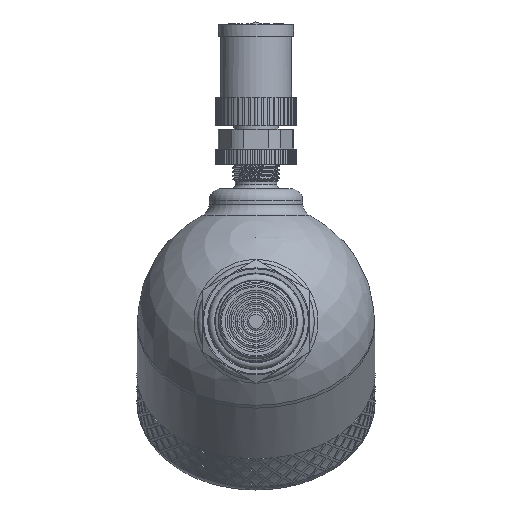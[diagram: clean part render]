
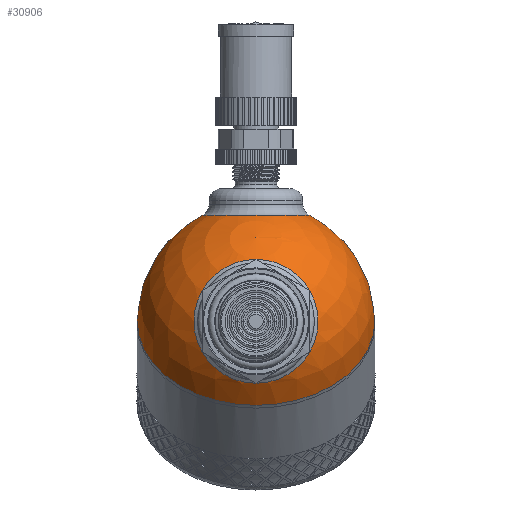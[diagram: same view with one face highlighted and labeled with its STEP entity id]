
A CAD part, left-side view. The second image highlights one B-rep face of the part: STEP entity #30906.
In plain terms, the highlighted spherical face has radius 30 mm.
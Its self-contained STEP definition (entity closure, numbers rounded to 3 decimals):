
#43=SPHERICAL_SURFACE('',#32236,30.);
#448=FACE_BOUND('',#10321,.T.);
#449=FACE_BOUND('',#10322,.T.);
#8215=FACE_OUTER_BOUND('',#10320,.T.);
#10320=EDGE_LOOP('',(#26849,#26850,#26851,#26852));
#10321=EDGE_LOOP('',(#26853));
#10322=EDGE_LOOP('',(#26854));
#11117=CIRCLE('',#32233,15.643);
#11120=CIRCLE('',#32237,30.);
#11121=CIRCLE('',#32238,30.);
#11122=CIRCLE('',#32239,30.);
#11123=CIRCLE('',#32240,13.5);
#14156=VERTEX_POINT('',#68273);
#14158=VERTEX_POINT('',#68279);
#14159=VERTEX_POINT('',#68280);
#14160=VERTEX_POINT('',#68282);
#14161=VERTEX_POINT('',#68285);
#18508=EDGE_CURVE('',#14156,#14156,#11117,.T.);
#18511=EDGE_CURVE('',#14158,#14159,#11120,.T.);
#18512=EDGE_CURVE('',#14158,#14160,#11121,.T.);
#18513=EDGE_CURVE('',#14159,#14158,#11122,.T.);
#18514=EDGE_CURVE('',#14161,#14161,#11123,.T.);
#26849=ORIENTED_EDGE('',*,*,#18511,.F.);
#26850=ORIENTED_EDGE('',*,*,#18512,.T.);
#26851=ORIENTED_EDGE('',*,*,#18512,.F.);
#26852=ORIENTED_EDGE('',*,*,#18513,.F.);
#26853=ORIENTED_EDGE('',*,*,#18508,.F.);
#26854=ORIENTED_EDGE('',*,*,#18514,.F.);
#30906=ADVANCED_FACE('',(#8215,#448,#449),#43,.T.);
#32233=AXIS2_PLACEMENT_3D('',#68274,#35613,#35614);
#32236=AXIS2_PLACEMENT_3D('',#68278,#35619,#35620);
#32237=AXIS2_PLACEMENT_3D('',#68281,#35621,#35622);
#32238=AXIS2_PLACEMENT_3D('',#68283,#35623,#35624);
#32239=AXIS2_PLACEMENT_3D('',#68284,#35625,#35626);
#32240=AXIS2_PLACEMENT_3D('',#68286,#35627,#35628);
#35613=DIRECTION('center_axis',(-0.707,0.,0.707));
#35614=DIRECTION('ref_axis',(0.707,0.,0.707));
#35619=DIRECTION('center_axis',(1.,0.,0.));
#35620=DIRECTION('ref_axis',(0.,-1.,0.));
#35621=DIRECTION('center_axis',(1.,0.,0.));
#35622=DIRECTION('ref_axis',(0.,1.,0.));
#35623=DIRECTION('center_axis',(0.,0.,1.));
#35624=DIRECTION('ref_axis',(0.,1.,0.));
#35625=DIRECTION('center_axis',(1.,0.,0.));
#35626=DIRECTION('ref_axis',(0.,1.,0.));
#35627=DIRECTION('center_axis',(-0.707,0.,-0.707));
#35628=DIRECTION('ref_axis',(-0.707,0.,0.707));
#68273=CARTESIAN_POINT('',(-29.162,0.,7.04));
#68274=CARTESIAN_POINT('Origin',(-18.101,0.,18.101));
#68278=CARTESIAN_POINT('Origin',(0.,0.,0.));
#68279=CARTESIAN_POINT('',(0.,30.,0.));
#68280=CARTESIAN_POINT('',(0.,-30.,0.));
#68281=CARTESIAN_POINT('Origin',(0.,0.,0.));
#68282=CARTESIAN_POINT('',(-30.,0.,0.));
#68283=CARTESIAN_POINT('Origin',(0.,0.,0.));
#68284=CARTESIAN_POINT('Origin',(0.,0.,0.));
#68285=CARTESIAN_POINT('',(-9.398,0.,-28.49));
#68286=CARTESIAN_POINT('Origin',(-18.944,0.,-18.944));
